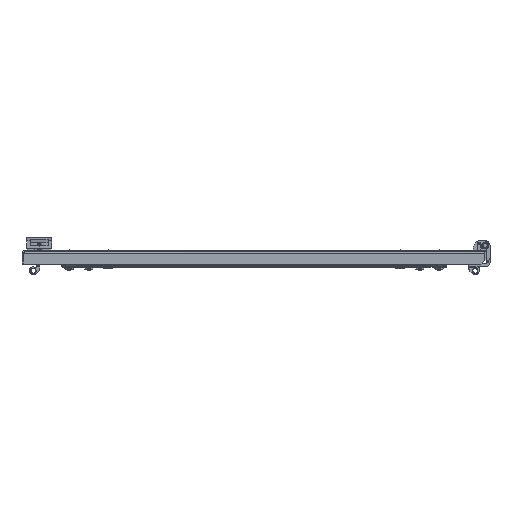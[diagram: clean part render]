
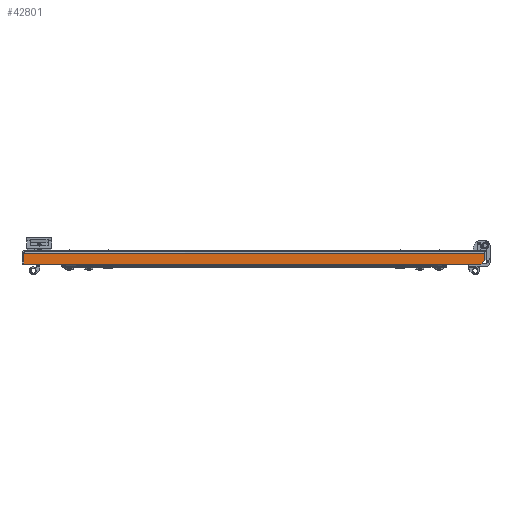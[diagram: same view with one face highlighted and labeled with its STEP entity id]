
A CAD part, front view. The second image highlights one B-rep face of the part: STEP entity #42801.
In plain terms, the highlighted planar face has unit normal (0, -1, 0).
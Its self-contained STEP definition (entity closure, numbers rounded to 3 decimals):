
#1075 = VECTOR ( 'NONE', #5316, 1000. ) ;
#1263 = CARTESIAN_POINT ( 'NONE',  ( -296.329, -792., 0. ) ) ;
#2623 = CARTESIAN_POINT ( 'NONE',  ( -296.329, -792., -2. ) ) ;
#3625 = DIRECTION ( 'NONE',  ( 0., 0., -1. ) ) ;
#3861 = CARTESIAN_POINT ( 'NONE',  ( -296.329, -792., -16. ) ) ;
#5181 = DIRECTION ( 'NONE',  ( 1., 0., 0. ) ) ;
#5316 = DIRECTION ( 'NONE',  ( 0., 0., -1. ) ) ;
#5723 = EDGE_CURVE ( 'NONE', #7047, #52115, #43084, .T. ) ;
#7047 = VERTEX_POINT ( 'NONE', #2623 ) ;
#8033 = DIRECTION ( 'NONE',  ( 0., 1., 0. ) ) ;
#9459 = AXIS2_PLACEMENT_3D ( 'NONE', #27162, #8033, #36446 ) ;
#11336 = VERTEX_POINT ( 'NONE', #50823 ) ;
#11616 = ORIENTED_EDGE ( 'NONE', *, *, #5723, .F. ) ;
#11750 = CARTESIAN_POINT ( 'NONE',  ( 298.4, -792., -2. ) ) ;
#12272 = EDGE_CURVE ( '������14', #7047, #30769, #17577, .T. ) ;
#12607 = EDGE_CURVE ( 'NONE', #30769, #26829, #51325, .T. ) ;
#14987 = LINE ( 'NONE', #49011, #51277 ) ;
#15832 = VECTOR ( 'NONE', #21982, 1000. ) ;
#16186 = PLANE ( 'NONE',  #9459 ) ;
#17577 = LINE ( 'NONE', #1263, #1075 ) ;
#17978 = CARTESIAN_POINT ( 'NONE',  ( 296.329, -792., -2. ) ) ;
#19565 = EDGE_LOOP ( 'NONE', ( #44917, #47388, #26517, #11616, #25431 ) ) ;
#21982 = DIRECTION ( 'NONE',  ( 0.707, 0., 0.707 ) ) ;
#23820 = EDGE_CURVE ( 'NONE', #52115, #11336, #14987, .T. ) ;
#24729 = LINE ( 'NONE', #50233, #15832 ) ;
#24877 = CARTESIAN_POINT ( 'NONE',  ( -298.4, -792., -16. ) ) ;
#25431 = ORIENTED_EDGE ( 'NONE', *, *, #12272, .T. ) ;
#26517 = ORIENTED_EDGE ( 'NONE', *, *, #23820, .F. ) ;
#26829 = VERTEX_POINT ( 'NONE', #32233 ) ;
#27162 = CARTESIAN_POINT ( 'NONE',  ( -298.4, -792., 0. ) ) ;
#28050 = FACE_OUTER_BOUND ( 'NONE', #19565, .T. ) ;
#30769 = VERTEX_POINT ( 'NONE', #3861 ) ;
#30976 = VECTOR ( 'NONE', #5181, 1000. ) ;
#32233 = CARTESIAN_POINT ( 'NONE',  ( 291.329, -792., -16. ) ) ;
#36107 = VECTOR ( 'NONE', #52227, 1000. ) ;
#36446 = DIRECTION ( 'NONE',  ( 0., 0., 1. ) ) ;
#42801 = ADVANCED_FACE ( '�����12', ( #28050 ), #16186, .F. ) ;
#43084 = LINE ( 'NONE', #11750, #36107 ) ;
#44917 = ORIENTED_EDGE ( 'NONE', *, *, #12607, .T. ) ;
#47388 = ORIENTED_EDGE ( 'NONE', *, *, #49366, .T. ) ;
#49011 = CARTESIAN_POINT ( 'NONE',  ( 296.329, -792., 0. ) ) ;
#49366 = EDGE_CURVE ( 'NONE', #26829, #11336, #24729, .T. ) ;
#50233 = CARTESIAN_POINT ( 'NONE',  ( 296.329, -792., -11. ) ) ;
#50823 = CARTESIAN_POINT ( 'NONE',  ( 296.329, -792., -11. ) ) ;
#51277 = VECTOR ( 'NONE', #3625, 1000. ) ;
#51325 = LINE ( 'NONE', #24877, #30976 ) ;
#52115 = VERTEX_POINT ( 'NONE', #17978 ) ;
#52227 = DIRECTION ( 'NONE',  ( 1., 0., 0. ) ) ;
